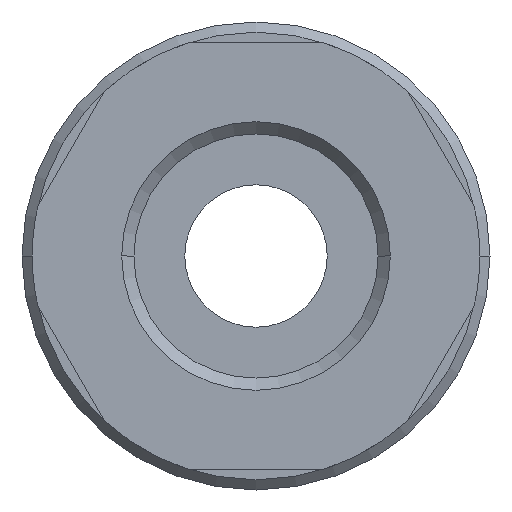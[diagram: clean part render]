
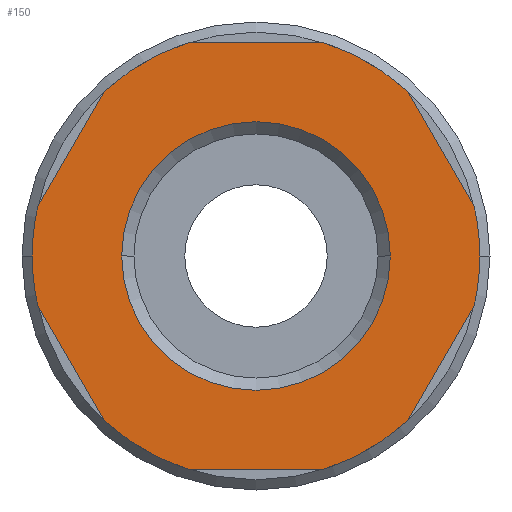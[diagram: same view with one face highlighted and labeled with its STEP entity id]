
A CAD part, front view. The second image highlights one B-rep face of the part: STEP entity #150.
In plain terms, the highlighted planar face has unit normal (0, -1, 0).
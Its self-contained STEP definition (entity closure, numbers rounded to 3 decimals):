
#150=ADVANCED_FACE('',(#342,#343),#344,.T.);
#342=FACE_BOUND('',#573,.T.);
#343=FACE_OUTER_BOUND('',#574,.T.);
#344=PLANE('',#575);
#573=EDGE_LOOP('',(#950,#951));
#574=EDGE_LOOP('',(#952,#953,#954,#955,#956,#957,#958,#959,#960,#961,#962,#963,#964,#965));
#575=AXIS2_PLACEMENT_3D('',#966,#967,#968);
#950=ORIENTED_EDGE('',*,*,#1326,.T.);
#951=ORIENTED_EDGE('',*,*,#1324,.T.);
#952=ORIENTED_EDGE('',*,*,#1453,.T.);
#953=ORIENTED_EDGE('',*,*,#1454,.F.);
#954=ORIENTED_EDGE('',*,*,#1339,.T.);
#955=ORIENTED_EDGE('',*,*,#1455,.F.);
#956=ORIENTED_EDGE('',*,*,#1378,.T.);
#957=ORIENTED_EDGE('',*,*,#1456,.F.);
#958=ORIENTED_EDGE('',*,*,#1346,.F.);
#959=ORIENTED_EDGE('',*,*,#1414,.T.);
#960=ORIENTED_EDGE('',*,*,#1457,.F.);
#961=ORIENTED_EDGE('',*,*,#1373,.T.);
#962=ORIENTED_EDGE('',*,*,#1458,.F.);
#963=ORIENTED_EDGE('',*,*,#1459,.T.);
#964=ORIENTED_EDGE('',*,*,#1460,.F.);
#965=ORIENTED_EDGE('',*,*,#1461,.F.);
#966=CARTESIAN_POINT('',(5.5,0.0,0.0));
#967=DIRECTION('',(-0.0,-1.0,-0.0));
#968=DIRECTION('',(-1.0,0.0,0.0));
#1324=EDGE_CURVE('',#1554,#1558,#1560,.T.);
#1326=EDGE_CURVE('',#1558,#1554,#1562,.T.);
#1339=EDGE_CURVE('',#1584,#1581,#1585,.T.);
#1346=EDGE_CURVE('',#1595,#1590,#1597,.T.);
#1373=EDGE_CURVE('',#1642,#1639,#1643,.T.);
#1378=EDGE_CURVE('',#1651,#1648,#1652,.T.);
#1414=EDGE_CURVE('',#1595,#1706,#1708,.T.);
#1453=EDGE_CURVE('',#1766,#1767,#1768,.T.);
#1454=EDGE_CURVE('',#1584,#1767,#1769,.T.);
#1455=EDGE_CURVE('',#1651,#1581,#1770,.T.);
#1456=EDGE_CURVE('',#1590,#1648,#1771,.T.);
#1457=EDGE_CURVE('',#1642,#1706,#1772,.T.);
#1458=EDGE_CURVE('',#1773,#1639,#1774,.T.);
#1459=EDGE_CURVE('',#1773,#1775,#1776,.T.);
#1460=EDGE_CURVE('',#1777,#1775,#1778,.T.);
#1461=EDGE_CURVE('',#1766,#1777,#1779,.T.);
#1554=VERTEX_POINT('',#1882);
#1558=VERTEX_POINT('',#1887);
#1560=CIRCLE('',#1890,6.6);
#1562=CIRCLE('',#1892,6.6);
#1581=VERTEX_POINT('',#1935);
#1584=VERTEX_POINT('',#1939);
#1585=LINE('',#1940,#1941);
#1590=VERTEX_POINT('',#1948);
#1595=VERTEX_POINT('',#1954);
#1597=CIRCLE('',#1957,11.0);
#1639=VERTEX_POINT('',#2042);
#1642=VERTEX_POINT('',#2046);
#1643=LINE('',#2047,#2048);
#1648=VERTEX_POINT('',#2055);
#1651=VERTEX_POINT('',#2059);
#1652=LINE('',#2060,#2061);
#1706=VERTEX_POINT('',#2138);
#1708=LINE('',#2141,#2142);
#1766=VERTEX_POINT('',#2294);
#1767=VERTEX_POINT('',#2295);
#1768=LINE('',#2296,#2297);
#1769=CIRCLE('',#2298,11.0);
#1770=CIRCLE('',#2299,11.0);
#1771=CIRCLE('',#2300,11.0);
#1772=CIRCLE('',#2301,11.0);
#1773=VERTEX_POINT('',#2302);
#1774=CIRCLE('',#2303,11.0);
#1775=VERTEX_POINT('',#2304);
#1776=LINE('',#2305,#2306);
#1777=VERTEX_POINT('',#2307);
#1778=CIRCLE('',#2308,11.0);
#1779=CIRCLE('',#2309,11.0);
#1882=CARTESIAN_POINT('',(6.6,0.0,0.));
#1887=CARTESIAN_POINT('',(-6.6,0.0,0.));
#1890=AXIS2_PLACEMENT_3D('',#2541,#2542,#2543);
#1892=AXIS2_PLACEMENT_3D('',#2544,#2545,#2546);
#1935=CARTESIAN_POINT('',(3.279,0.0,-10.5));
#1939=CARTESIAN_POINT('',(-3.279,0.0,-10.5));
#1940=CARTESIAN_POINT('',(2.75,0.0,-10.5));
#1941=VECTOR('',#2562,1.0);
#1948=CARTESIAN_POINT('',(11.0,0.0,0.));
#1954=CARTESIAN_POINT('',(10.733,0.0,2.411));
#1957=AXIS2_PLACEMENT_3D('',#2570,#2571,#2572);
#2042=CARTESIAN_POINT('',(-3.279,0.0,10.5));
#2046=CARTESIAN_POINT('',(3.279,0.0,10.5));
#2047=CARTESIAN_POINT('',(2.75,0.0,10.5));
#2048=VECTOR('',#2602,1.0);
#2055=CARTESIAN_POINT('',(10.733,0.0,-2.411));
#2059=CARTESIAN_POINT('',(7.454,0.0,-8.089));
#2060=CARTESIAN_POINT('',(9.781,0.0,-4.059));
#2061=VECTOR('',#2606,1.0);
#2138=CARTESIAN_POINT('',(7.454,0.0,8.089));
#2141=CARTESIAN_POINT('',(9.781,0.0,4.059));
#2142=VECTOR('',#2665,1.0);
#2294=CARTESIAN_POINT('',(-10.733,0.0,-2.411));
#2295=CARTESIAN_POINT('',(-7.454,0.0,-8.089));
#2296=CARTESIAN_POINT('',(-8.406,0.0,-6.441));
#2297=VECTOR('',#2717,1.0);
#2298=AXIS2_PLACEMENT_3D('',#2718,#2719,#2720);
#2299=AXIS2_PLACEMENT_3D('',#2721,#2722,#2723);
#2300=AXIS2_PLACEMENT_3D('',#2724,#2725,#2726);
#2301=AXIS2_PLACEMENT_3D('',#2727,#2728,#2729);
#2302=CARTESIAN_POINT('',(-7.454,0.0,8.089));
#2303=AXIS2_PLACEMENT_3D('',#2730,#2731,#2732);
#2304=CARTESIAN_POINT('',(-10.733,0.0,2.411));
#2305=CARTESIAN_POINT('',(-8.406,0.0,6.441));
#2306=VECTOR('',#2733,1.0);
#2307=CARTESIAN_POINT('',(-11.0,0.0,0.));
#2308=AXIS2_PLACEMENT_3D('',#2734,#2735,#2736);
#2309=AXIS2_PLACEMENT_3D('',#2737,#2738,#2739);
#2541=CARTESIAN_POINT('',(0.0,0.0,0.0));
#2542=DIRECTION('',(-0.0,1.0,0.0));
#2543=DIRECTION('',(1.0,0.0,0.0));
#2544=CARTESIAN_POINT('',(0.0,0.0,0.0));
#2545=DIRECTION('',(-0.0,1.0,0.0));
#2546=DIRECTION('',(1.0,0.0,0.0));
#2562=DIRECTION('',(1.0,-0.0,0.0));
#2570=CARTESIAN_POINT('',(0.0,0.0,0.0));
#2571=DIRECTION('',(-0.0,1.0,0.0));
#2572=DIRECTION('',(1.0,0.0,0.0));
#2602=DIRECTION('',(-1.0,0.0,0.));
#2606=DIRECTION('',(0.5,-0.0,0.866));
#2665=DIRECTION('',(-0.5,0.0,0.866));
#2717=DIRECTION('',(0.5,0.0,-0.866));
#2718=CARTESIAN_POINT('',(0.0,0.0,0.0));
#2719=DIRECTION('',(-0.0,1.0,0.0));
#2720=DIRECTION('',(1.0,0.0,0.0));
#2721=CARTESIAN_POINT('',(0.0,0.0,0.0));
#2722=DIRECTION('',(-0.0,1.0,0.0));
#2723=DIRECTION('',(1.0,0.0,0.0));
#2724=CARTESIAN_POINT('',(0.0,0.0,0.0));
#2725=DIRECTION('',(-0.0,1.0,0.0));
#2726=DIRECTION('',(1.0,0.0,0.0));
#2727=CARTESIAN_POINT('',(0.0,0.0,0.0));
#2728=DIRECTION('',(-0.0,1.0,0.0));
#2729=DIRECTION('',(1.0,0.0,0.0));
#2730=CARTESIAN_POINT('',(0.0,0.0,0.0));
#2731=DIRECTION('',(-0.0,1.0,0.0));
#2732=DIRECTION('',(1.0,0.0,0.0));
#2733=DIRECTION('',(-0.5,0.0,-0.866));
#2734=CARTESIAN_POINT('',(0.0,0.0,0.0));
#2735=DIRECTION('',(-0.0,1.0,0.0));
#2736=DIRECTION('',(1.0,0.0,0.0));
#2737=CARTESIAN_POINT('',(0.0,0.0,0.0));
#2738=DIRECTION('',(-0.0,1.0,0.0));
#2739=DIRECTION('',(1.0,0.0,0.0));
